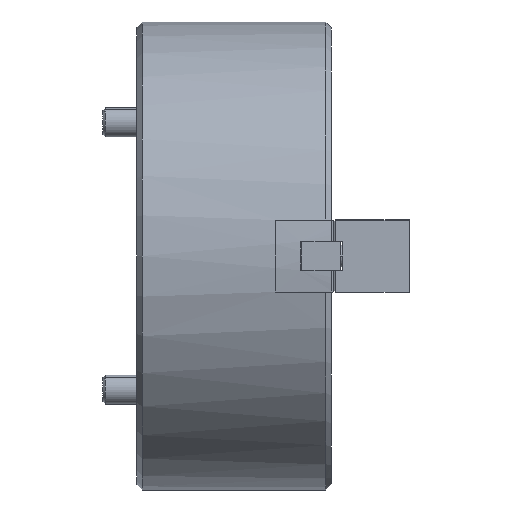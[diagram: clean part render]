
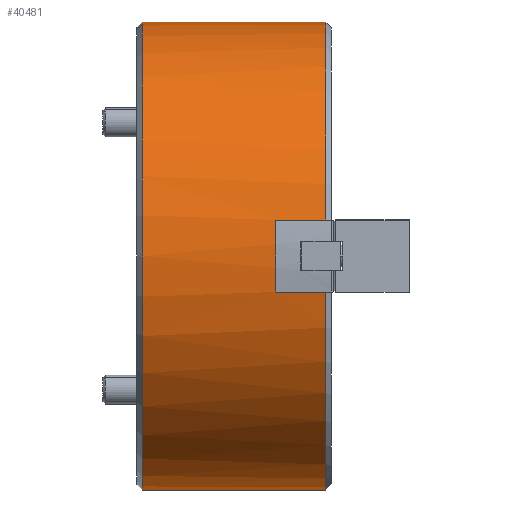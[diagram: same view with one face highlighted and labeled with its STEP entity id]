
A CAD part, front view. The second image highlights one B-rep face of the part: STEP entity #40481.
In plain terms, the highlighted cylindrical face has radius 130 mm (diameter 260 mm), a partial arc.
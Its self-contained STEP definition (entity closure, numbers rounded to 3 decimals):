
#32 = CARTESIAN_POINT ( 'NONE',  ( -31., -128.452, 20. ) ) ;
#366 = VERTEX_POINT ( 'NONE', #18931 ) ;
#891 = CARTESIAN_POINT ( 'NONE',  ( -3., -128.452, -20. ) ) ;
#2507 = EDGE_CURVE ( 'NONE', #18164, #16847, #6347, .T. ) ;
#3009 = CARTESIAN_POINT ( 'NONE',  ( -3., 0., 130. ) ) ;
#3100 = EDGE_CURVE ( 'NONE', #6134, #18164, #35032, .T. ) ;
#3375 = CARTESIAN_POINT ( 'NONE',  ( 0., -128.452, -20. ) ) ;
#3535 = EDGE_CURVE ( 'NONE', #16847, #32762, #28956, .T. ) ;
#4049 = EDGE_CURVE ( 'NONE', #32762, #366, #19829, .T. ) ;
#4092 = AXIS2_PLACEMENT_3D ( 'NONE', #21594, #21498, #31778 ) ;
#4104 = EDGE_CURVE ( 'NONE', #366, #35121, #19362, .T. ) ;
#4282 = VECTOR ( 'NONE', #32040, 1000. ) ;
#4921 = EDGE_CURVE ( 'NONE', #35121, #34611, #6766, .T. ) ;
#6134 = VERTEX_POINT ( 'NONE', #11981 ) ;
#6347 = LINE ( 'NONE', #27892, #4282 ) ;
#6766 = LINE ( 'NONE', #32161, #6863 ) ;
#6863 = VECTOR ( 'NONE', #20028, 1000. ) ;
#7179 = AXIS2_PLACEMENT_3D ( 'NONE', #11464, #9279, #9417 ) ;
#8229 = DIRECTION ( 'NONE',  ( 1., 0., 0. ) ) ;
#9279 = DIRECTION ( 'NONE',  ( -1., 0., 0. ) ) ;
#9417 = DIRECTION ( 'NONE',  ( 0., 0., -1. ) ) ;
#9461 = ORIENTED_EDGE ( 'NONE', *, *, #31975, .T. ) ;
#9943 = AXIS2_PLACEMENT_3D ( 'NONE', #29758, #10483, #33041 ) ;
#10010 = AXIS2_PLACEMENT_3D ( 'NONE', #25370, #30582, #28722 ) ;
#10399 = ORIENTED_EDGE ( 'NONE', *, *, #4921, .T. ) ;
#10483 = DIRECTION ( 'NONE',  ( 1., 0., 0. ) ) ;
#10838 = ORIENTED_EDGE ( 'NONE', *, *, #4104, .T. ) ;
#11046 = CYLINDRICAL_SURFACE ( 'NONE', #9943, 130. ) ;
#11418 = ORIENTED_EDGE ( 'NONE', *, *, #4049, .T. ) ;
#11464 = CARTESIAN_POINT ( 'NONE',  ( -3., 0., 0. ) ) ;
#11981 = CARTESIAN_POINT ( 'NONE',  ( -105., 0., 130. ) ) ;
#12017 = ORIENTED_EDGE ( 'NONE', *, *, #3535, .T. ) ;
#12509 = ORIENTED_EDGE ( 'NONE', *, *, #2507, .T. ) ;
#12860 = DIRECTION ( 'NONE',  ( 0., 0., -1. ) ) ;
#12865 = DIRECTION ( 'NONE',  ( -1., 0., 0. ) ) ;
#12916 = CARTESIAN_POINT ( 'NONE',  ( -3., 0., 0. ) ) ;
#12919 = ORIENTED_EDGE ( 'NONE', *, *, #3100, .T. ) ;
#13001 = ORIENTED_EDGE ( 'NONE', *, *, #40710, .F. ) ;
#16847 = VERTEX_POINT ( 'NONE', #31141 ) ;
#18164 = VERTEX_POINT ( 'NONE', #24507 ) ;
#18374 = AXIS2_PLACEMENT_3D ( 'NONE', #12916, #12865, #12860 ) ;
#18931 = CARTESIAN_POINT ( 'NONE',  ( -31., -128.452, -20. ) ) ;
#19362 = CIRCLE ( 'NONE', #4092, 130. ) ;
#19492 = VECTOR ( 'NONE', #20911, 1000. ) ;
#19829 = LINE ( 'NONE', #3375, #19492 ) ;
#20028 = DIRECTION ( 'NONE',  ( 1., 0., 0. ) ) ;
#20064 = LINE ( 'NONE', #34016, #37271 ) ;
#20911 = DIRECTION ( 'NONE',  ( -1., 0., 0. ) ) ;
#21498 = DIRECTION ( 'NONE',  ( -1., 0., 0. ) ) ;
#21594 = CARTESIAN_POINT ( 'NONE',  ( -31., 0., 0. ) ) ;
#24148 = CARTESIAN_POINT ( 'NONE',  ( -3., -128.452, 20. ) ) ;
#24507 = CARTESIAN_POINT ( 'NONE',  ( -105., 0., -130. ) ) ;
#25238 = EDGE_LOOP ( 'NONE', ( #13001, #12919, #12509, #12017, #11418, #10838, #10399, #9461 ) ) ;
#25370 = CARTESIAN_POINT ( 'NONE',  ( -105., 0., 0. ) ) ;
#27513 = CIRCLE ( 'NONE', #18374, 130. ) ;
#27892 = CARTESIAN_POINT ( 'NONE',  ( 0., 0., -130. ) ) ;
#28146 = FACE_OUTER_BOUND ( 'NONE', #25238, .T. ) ;
#28722 = DIRECTION ( 'NONE',  ( 0., 0., 1. ) ) ;
#28956 = CIRCLE ( 'NONE', #7179, 130. ) ;
#29758 = CARTESIAN_POINT ( 'NONE',  ( 0., 0., 0. ) ) ;
#30582 = DIRECTION ( 'NONE',  ( 1., 0., 0. ) ) ;
#31141 = CARTESIAN_POINT ( 'NONE',  ( -3., 0., -130. ) ) ;
#31778 = DIRECTION ( 'NONE',  ( 0., 0., -1. ) ) ;
#31975 = EDGE_CURVE ( 'NONE', #34611, #37919, #27513, .T. ) ;
#32040 = DIRECTION ( 'NONE',  ( 1., 0., 0. ) ) ;
#32161 = CARTESIAN_POINT ( 'NONE',  ( 0., -128.452, 20. ) ) ;
#32762 = VERTEX_POINT ( 'NONE', #891 ) ;
#33041 = DIRECTION ( 'NONE',  ( 0., 0., -1. ) ) ;
#34016 = CARTESIAN_POINT ( 'NONE',  ( 0., 0., 130. ) ) ;
#34611 = VERTEX_POINT ( 'NONE', #24148 ) ;
#35032 = CIRCLE ( 'NONE', #10010, 130. ) ;
#35121 = VERTEX_POINT ( 'NONE', #32 ) ;
#37271 = VECTOR ( 'NONE', #8229, 1000. ) ;
#37919 = VERTEX_POINT ( 'NONE', #3009 ) ;
#40481 = ADVANCED_FACE ( 'NONE', ( #28146 ), #11046, .T. ) ;
#40710 = EDGE_CURVE ( 'NONE', #6134, #37919, #20064, .T. ) ;
